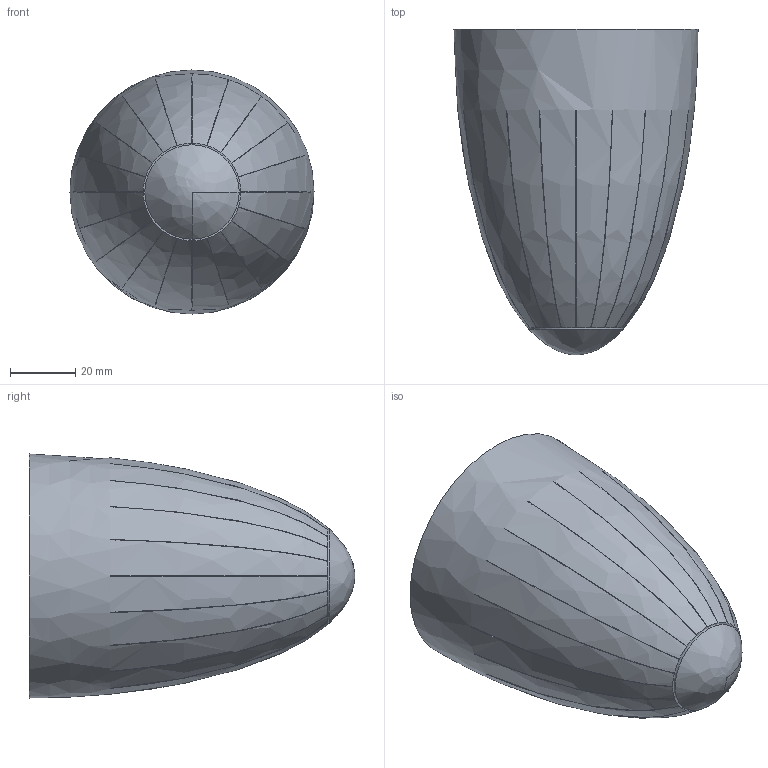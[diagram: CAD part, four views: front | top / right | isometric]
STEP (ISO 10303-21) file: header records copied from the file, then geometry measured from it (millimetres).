
FILE_DESCRIPTION(('FreeCAD Model'),'2;1');
FILE_NAME('Open CASCADE Shape Model','2025-04-27T13:27:59',('FreeCAD'),( 'FreeCAD'),'Open CASCADE STEP processor 7.6','FreeCAD','Unknown');
FILE_SCHEMA(('AUTOMOTIVE_DESIGN { 1 0 10303 214 1 1 1 1 }'));
Length unit declared in the file: millimetre
Products named in the file (1): Open CASCADE STEP translator 7.6 1
Bounding box: 75 x 100 x 75 mm (x, y, z)
Volume: 296631.6 mm3; surface area: 35851.3 mm2
Topology: 2 solids, 2 shells, 168 faces, 524 edges, 358 vertices
Faces by surface type: plane 103, cylinder 41, bspline 23, cone 1
Full cylindrical faces by diameter (mm): 29 x1
Entity records: 6988 total; most frequent: CARTESIAN_POINT 2666, ORIENTED_EDGE 1044, DIRECTION 718, EDGE_CURVE 522, VERTEX_POINT 358, AXIS2_PLACEMENT_3D 248, LINE 222, VECTOR 222
